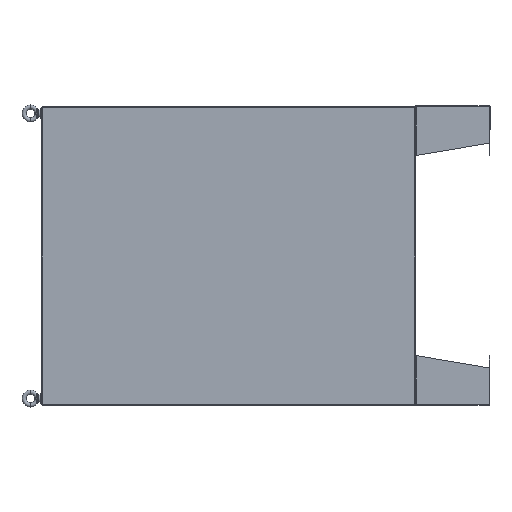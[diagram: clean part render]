
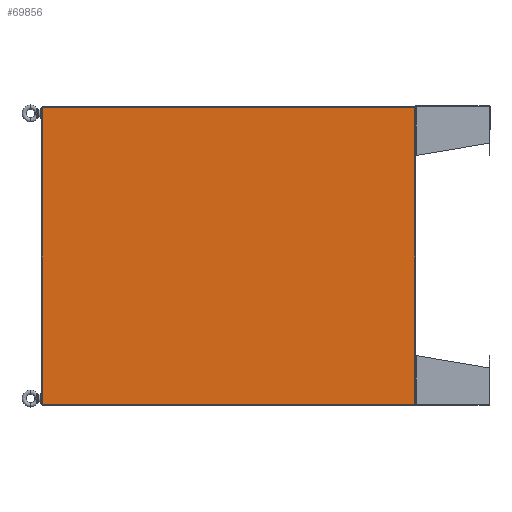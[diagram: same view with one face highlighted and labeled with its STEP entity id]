
A CAD part, left-side view. The second image highlights one B-rep face of the part: STEP entity #69856.
In plain terms, the highlighted face is planar.
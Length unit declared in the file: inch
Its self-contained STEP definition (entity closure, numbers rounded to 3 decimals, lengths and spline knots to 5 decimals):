
#2745 = VERTEX_POINT ( 'NONE', #35028 ) ;
#2839 = DIRECTION ( 'NONE',  ( 0., 0., -1. ) ) ;
#13607 = ORIENTED_EDGE ( 'NONE', *, *, #187378, .F. ) ;
#14370 = DIRECTION ( 'NONE',  ( 0., 0., 1. ) ) ;
#17136 = CARTESIAN_POINT ( 'NONE',  ( -24.03125, 0.095, 29.9675 ) ) ;
#18767 = EDGE_CURVE ( 'NONE', #152215, #95589, #94448, .T. ) ;
#29228 = LINE ( 'NONE', #154957, #34195 ) ;
#34195 = VECTOR ( 'NONE', #14370, 39.37008 ) ;
#35028 = CARTESIAN_POINT ( 'NONE',  ( 23.88825, 0.095, 29.9675 ) ) ;
#36902 = FACE_OUTER_BOUND ( 'NONE', #158263, .T. ) ;
#40638 = VECTOR ( 'NONE', #191380, 39.37008 ) ;
#45811 = CARTESIAN_POINT ( 'NONE',  ( 23.88825, 0.095, -29.9675 ) ) ;
#49134 = CARTESIAN_POINT ( 'NONE',  ( -24.03125, 0.095, -29.9675 ) ) ;
#55201 = CARTESIAN_POINT ( 'NONE',  ( -23.88825, 0.095, -29.9675 ) ) ;
#60320 = CARTESIAN_POINT ( 'NONE',  ( -23.88825, 0.095, 29.9675 ) ) ;
#69856 = ADVANCED_FACE ( 'NONE', ( #36902 ), #82908, .F. ) ;
#69929 = VECTOR ( 'NONE', #122902, 39.37008 ) ;
#80170 = EDGE_CURVE ( 'NONE', #2745, #129096, #186030, .T. ) ;
#82908 = PLANE ( 'NONE',  #186400 ) ;
#94448 = LINE ( 'NONE', #186836, #69929 ) ;
#95589 = VERTEX_POINT ( 'NONE', #45811 ) ;
#106192 = CARTESIAN_POINT ( 'NONE',  ( -23.88825, 0.095, -29.9675 ) ) ;
#108277 = LINE ( 'NONE', #55201, #113123 ) ;
#113123 = VECTOR ( 'NONE', #150844, 39.37008 ) ;
#122163 = ORIENTED_EDGE ( 'NONE', *, *, #18767, .F. ) ;
#122902 = DIRECTION ( 'NONE',  ( 1., 0., 0. ) ) ;
#127608 = DIRECTION ( 'NONE',  ( 0., -1., 0. ) ) ;
#129096 = VERTEX_POINT ( 'NONE', #60320 ) ;
#134286 = ORIENTED_EDGE ( 'NONE', *, *, #80170, .F. ) ;
#150844 = DIRECTION ( 'NONE',  ( 0., 0., -1. ) ) ;
#152215 = VERTEX_POINT ( 'NONE', #106192 ) ;
#154957 = CARTESIAN_POINT ( 'NONE',  ( 23.88825, 0.095, -29.9675 ) ) ;
#156985 = EDGE_CURVE ( 'NONE', #95589, #2745, #29228, .T. ) ;
#158263 = EDGE_LOOP ( 'NONE', ( #13607, #134286, #177006, #122163 ) ) ;
#177006 = ORIENTED_EDGE ( 'NONE', *, *, #156985, .F. ) ;
#186030 = LINE ( 'NONE', #17136, #40638 ) ;
#186400 = AXIS2_PLACEMENT_3D ( 'NONE', #49134, #127608, #2839 ) ;
#186836 = CARTESIAN_POINT ( 'NONE',  ( -24.03125, 0.095, -29.9675 ) ) ;
#187378 = EDGE_CURVE ( 'NONE', #129096, #152215, #108277, .T. ) ;
#191380 = DIRECTION ( 'NONE',  ( -1., 0., 0. ) ) ;
